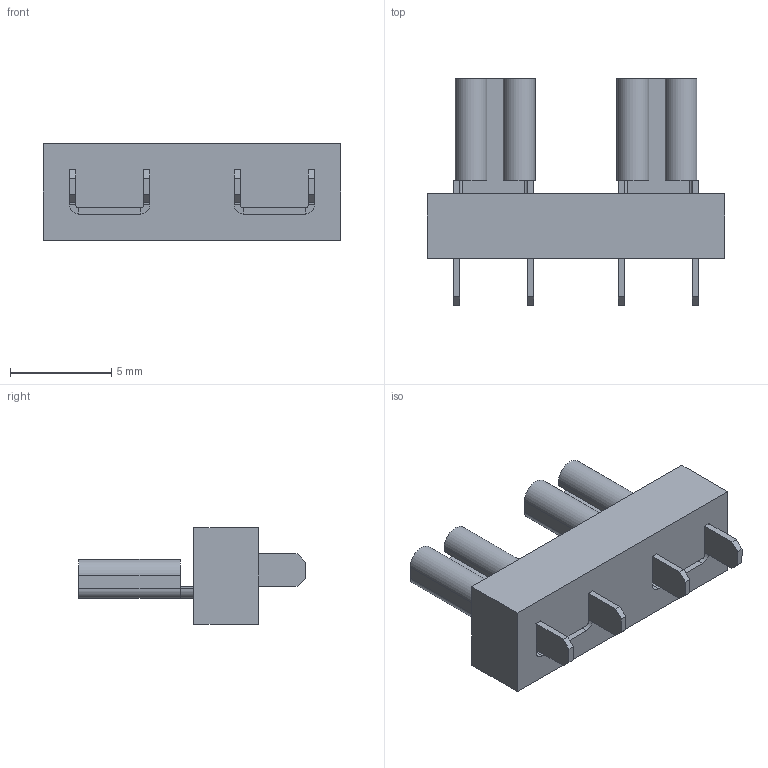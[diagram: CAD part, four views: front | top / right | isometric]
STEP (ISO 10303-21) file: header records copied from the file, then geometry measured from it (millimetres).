
FILE_DESCRIPTION (( 'STEP AP214' ), '1' );
FILE_NAME ('BK-6013.STEP', '2020-02-10T20:25:29', ( '' ), ( '' ), 'SwSTEP 2.0', 'SolidWorks 2017', '' );
FILE_SCHEMA (( 'AUTOMOTIVE_DESIGN' ));
Length unit declared in the file: millimetre
Products named in the file (1): BK-6013
Bounding box: 14.7 x 11.18 x 4.75 mm (x, y, z)
Volume: 255.8 mm3; surface area: 702.1 mm2
Topology: 3 solids, 3 shells, 208 faces, 502 edges, 300 vertices
Faces by surface type: plane 172, cylinder 36
Entity records: 5934 total; most frequent: CARTESIAN_POINT 1011, ORIENTED_EDGE 1004, DIRECTION 992, EDGE_CURVE 502, VECTOR 430, LINE 430, VERTEX_POINT 300, AXIS2_PLACEMENT_3D 281
